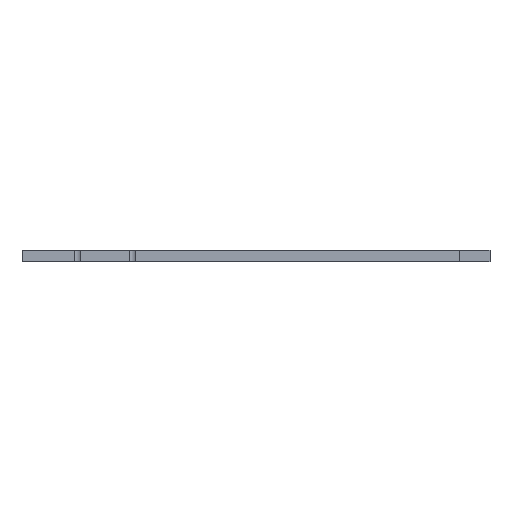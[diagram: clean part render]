
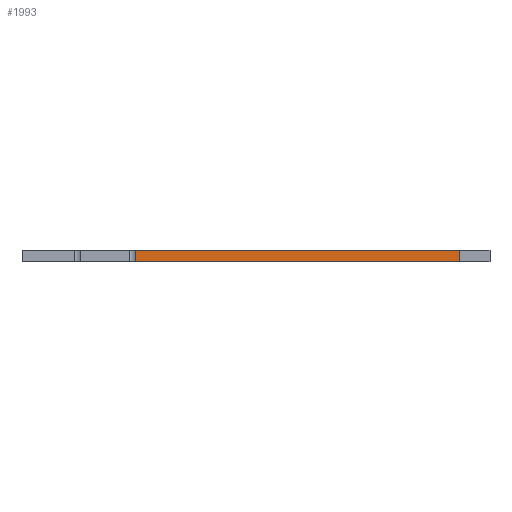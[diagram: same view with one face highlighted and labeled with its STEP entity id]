
A CAD part, left-side view. The second image highlights one B-rep face of the part: STEP entity #1993.
In plain terms, the highlighted planar face has unit normal (-1, 0, 0).
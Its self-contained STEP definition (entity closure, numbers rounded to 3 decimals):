
#245 = VERTEX_POINT('',#246);
#246 = CARTESIAN_POINT('',(126.5,-57.766,0.));
#253 = EDGE_CURVE('',#254,#245,#256,.T.);
#254 = VERTEX_POINT('',#255);
#255 = CARTESIAN_POINT('',(126.5,-100.,0.));
#256 = LINE('',#257,#258);
#257 = CARTESIAN_POINT('',(126.5,-100.,0.));
#258 = VECTOR('',#259,1.);
#259 = DIRECTION('',(0.,1.,0.));
#1054 = VERTEX_POINT('',#1055);
#1055 = CARTESIAN_POINT('',(126.5,-57.766,1.51));
#1062 = EDGE_CURVE('',#1063,#1054,#1065,.T.);
#1063 = VERTEX_POINT('',#1064);
#1064 = CARTESIAN_POINT('',(126.5,-100.,1.51));
#1065 = LINE('',#1066,#1067);
#1066 = CARTESIAN_POINT('',(126.5,-100.,1.51));
#1067 = VECTOR('',#1068,1.);
#1068 = DIRECTION('',(0.,1.,0.));
#1982 = EDGE_CURVE('',#254,#1063,#1983,.T.);
#1983 = LINE('',#1984,#1985);
#1984 = CARTESIAN_POINT('',(126.5,-100.,0.));
#1985 = VECTOR('',#1986,1.);
#1986 = DIRECTION('',(0.,0.,1.));
#1993 = ADVANCED_FACE('',(#1994),#2005,.T.);
#1994 = FACE_BOUND('',#1995,.T.);
#1995 = EDGE_LOOP('',(#1996,#1997,#1998,#1999));
#1996 = ORIENTED_EDGE('',*,*,#253,.F.);
#1997 = ORIENTED_EDGE('',*,*,#1982,.T.);
#1998 = ORIENTED_EDGE('',*,*,#1062,.T.);
#1999 = ORIENTED_EDGE('',*,*,#2000,.T.);
#2000 = EDGE_CURVE('',#1054,#245,#2001,.T.);
#2001 = LINE('',#2002,#2003);
#2002 = CARTESIAN_POINT('',(126.5,-57.766,-0.046));
#2003 = VECTOR('',#2004,1.);
#2004 = DIRECTION('',(-0.,0.,-1.));
#2005 = PLANE('',#2006);
#2006 = AXIS2_PLACEMENT_3D('',#2007,#2008,#2009);
#2007 = CARTESIAN_POINT('',(126.5,-100.,0.));
#2008 = DIRECTION('',(-1.,0.,0.));
#2009 = DIRECTION('',(0.,1.,0.));
